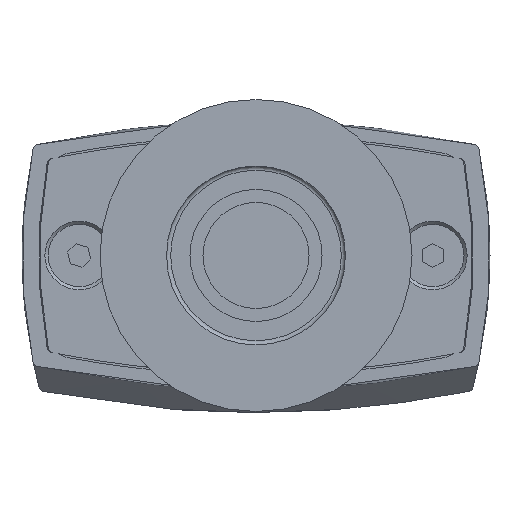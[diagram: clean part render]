
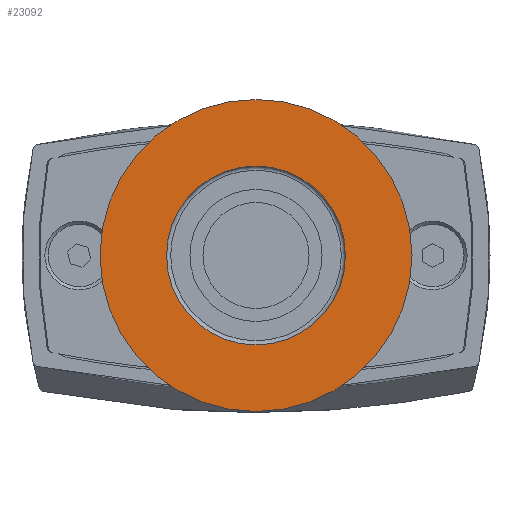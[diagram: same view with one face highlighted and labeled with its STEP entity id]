
A CAD part, front view. The second image highlights one B-rep face of the part: STEP entity #23092.
In plain terms, the highlighted planar face has unit normal (0, -1, 0).
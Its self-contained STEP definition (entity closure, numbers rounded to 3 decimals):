
#4844=PLANE($,#24378);
#5928=FACE_BOUND($,#7455,.T.);
#5929=FACE_BOUND($,#7456,.T.);
#7455=EDGE_LOOP($,(#15367));
#7456=EDGE_LOOP($,(#15368));
#8939=CIRCLE($,#24369,8.6);
#8943=CIRCLE($,#24377,15.);
#9735=VERTEX_POINT($,#32452);
#9739=VERTEX_POINT($,#32464);
#11988=EDGE_CURVE($,#9735,#9735,#8939,.T.);
#11992=EDGE_CURVE($,#9739,#9739,#8943,.T.);
#15367=ORIENTED_EDGE($,*,*,#11988,.F.);
#15368=ORIENTED_EDGE($,*,*,#11992,.T.);
#23092=ADVANCED_FACE($,(#5928,#5929),#4844,.T.);
#24369=AXIS2_PLACEMENT_3D($,#32453,#26388,#26389);
#24377=AXIS2_PLACEMENT_3D($,#32465,#26404,#26405);
#24378=AXIS2_PLACEMENT_3D($,#32466,#26406,#26407);
#26388=DIRECTION('center_axis',(0.,-1.,0.));
#26389=DIRECTION('ref_axis',(0.,0.,
-1.));
#26404=DIRECTION('center_axis',(0.,-1.,0.));
#26405=DIRECTION('ref_axis',(0.,0.,
-1.));
#26406=DIRECTION('center_axis',(0.,-1.,0.));
#26407=DIRECTION('ref_axis',(-1.,0.,0.));
#32452=CARTESIAN_POINT('',(0.,-147.,-8.6));
#32453=CARTESIAN_POINT('Origin',(0.,-147.,0.));
#32464=CARTESIAN_POINT('',(0.,-147.,-15.));
#32465=CARTESIAN_POINT('Origin',(0.,-147.,0.));
#32466=CARTESIAN_POINT('Origin',(0.,-147.,-11.8));
